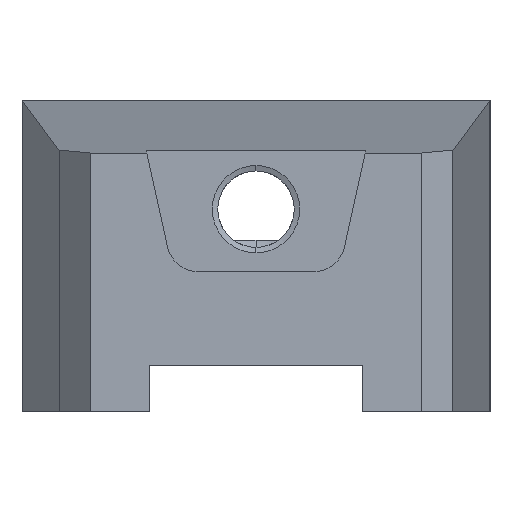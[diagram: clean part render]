
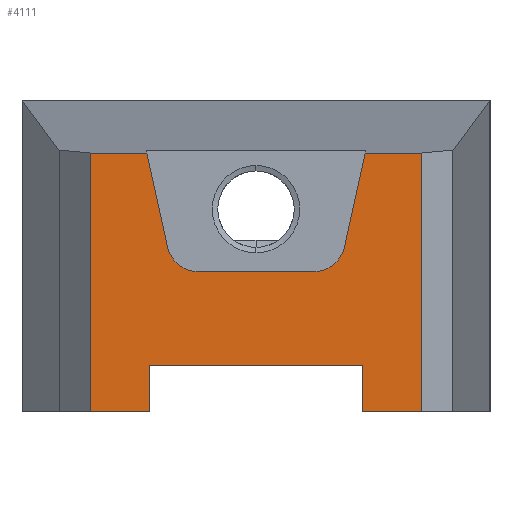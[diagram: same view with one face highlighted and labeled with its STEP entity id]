
A CAD part, left-side view. The second image highlights one B-rep face of the part: STEP entity #4111.
In plain terms, the highlighted planar face has unit normal (-1, 0, 0).
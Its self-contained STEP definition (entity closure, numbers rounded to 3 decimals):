
#1609=EDGE_CURVE('NONE',#4291,#2877,#4764,.T.);
#1645=EDGE_CURVE('NONE',#2181,#2877,#4802,.T.);
#1699=EDGE_CURVE('NONE',#3823,#1821,#4863,.T.);
#1817=EDGE_CURVE('Kante24',#4237,#2499,#4992,.T.);
#1821=VERTEX_POINT('NONE',#4996);
#1907=EDGE_CURVE('NONE',#3039,#3063,#5089,.T.);
#1957=EDGE_CURVE('NONE',#4549,#2241,#5148,.T.);
#2181=VERTEX_POINT('NONE',#5400);
#2241=VERTEX_POINT('NONE',#5466);
#2499=VERTEX_POINT('NONE',#5755);
#2583=VERTEX_POINT('NONE',#5851);
#2585=EDGE_CURVE('NONE',#2181,#2639,#5853,.T.);
#2639=VERTEX_POINT('NONE',#5910);
#2877=VERTEX_POINT('NONE',#6187);
#3039=VERTEX_POINT('NONE',#6373);
#3063=VERTEX_POINT('NONE',#6400);
#3423=EDGE_CURVE('NONE',#1821,#3039,#6823,.T.);
#3535=EDGE_CURVE('NONE',#2241,#4291,#6949,.T.);
#3733=EDGE_CURVE('NONE',#3063,#2583,#7176,.T.);
#3785=EDGE_CURVE('NONE',#2639,#4671,#7234,.T.);
#3811=EDGE_CURVE('NONE',#2499,#3823,#7261,.T.);
#3823=VERTEX_POINT('NONE',#7275);
#4111=ADVANCED_FACE('Fl�che46',(#7591),#7592,.T.);
#4191=EDGE_CURVE('NONE',#2583,#4549,#7679,.T.);
#4237=VERTEX_POINT('NONE',#7754);
#4291=VERTEX_POINT('NONE',#7818);
#4367=EDGE_CURVE('Kante14',#4671,#4237,#7900,.T.);
#4549=VERTEX_POINT('NONE',#8103);
#4671=VERTEX_POINT('NONE',#8244);
#4764=LINE('',#8346,#8347);
#4802=LINE('',#8401,#8402);
#4863=LINE('',#8480,#8481);
#4992=LINE('',#8661,#8662);
#4996=CARTESIAN_POINT('',(-330.0,53.112,-17.));
#5089=LINE('',#8836,#8837);
#5148=CIRCLE('',#8910,10.);
#5400=CARTESIAN_POINT('',(-330.0,-53.112,-100.));
#5466=CARTESIAN_POINT('',(-330.0,-28.313,-47.164));
#5755=CARTESIAN_POINT('',(-330.0,34.0,-100.));
#5851=CARTESIAN_POINT('',(-330.0,18.55,-55.0));
#5853=LINE('',#9834,#9835);
#5910=CARTESIAN_POINT('',(-330.0,-34.0,-100.));
#6187=CARTESIAN_POINT('',(-330.0,-53.112,-17.));
#6373=CARTESIAN_POINT('',(-330.0,35.0,-17.));
#6400=CARTESIAN_POINT('',(-330.0,28.313,-47.164));
#6823=LINE('',#11129,#11130);
#6949=LINE('',#11301,#11302);
#7176=CIRCLE('',#11633,10.);
#7234=LINE('',#11702,#11703);
#7261=LINE('',#11745,#11746);
#7275=CARTESIAN_POINT('',(-330.0,53.112,-100.));
#7591=FACE_OUTER_BOUND('',#12233,.T.);
#7592=PLANE('',#12234);
#7679=LINE('',#12352,#12353);
#7754=CARTESIAN_POINT('',(-330.0,34.0,-85.));
#7818=CARTESIAN_POINT('',(-330.0,-35.0,-17.));
#7900=LINE('',#12640,#12641);
#8103=CARTESIAN_POINT('',(-330.0,-18.55,-55.0));
#8244=CARTESIAN_POINT('',(-330.0,-34.0,-85.));
#8346=CARTESIAN_POINT('',(-330.0,75.0,-17.));
#8347=VECTOR('',#13199,1000.0);
#8401=CARTESIAN_POINT('',(-330.0,-53.112,-100.));
#8402=VECTOR('',#13236,1000.0);
#8480=CARTESIAN_POINT('',(-330.0,53.112,-100.));
#8481=VECTOR('',#13313,1000.0);
#8661=CARTESIAN_POINT('',(-330.0,34.0,-100.));
#8662=VECTOR('',#13456,1000.0);
#8836=CARTESIAN_POINT('',(-330.0,28.313,-47.164));
#8837=VECTOR('',#13560,1000.0);
#8910=AXIS2_PLACEMENT_3D('',#13635,#13636,#13637);
#9834=CARTESIAN_POINT('',(-330.0,-75.0,-100.));
#9835=VECTOR('',#14486,1000.0);
#11129=CARTESIAN_POINT('',(-330.0,75.0,-17.));
#11130=VECTOR('',#15755,1000.0);
#11301=CARTESIAN_POINT('',(-330.0,-36.33,-11.));
#11302=VECTOR('',#15925,1000.0);
#11633=AXIS2_PLACEMENT_3D('',#16199,#16200,#16201);
#11702=CARTESIAN_POINT('',(-330.0,-34.0,-100.));
#11703=VECTOR('',#16257,1000.0);
#11745=CARTESIAN_POINT('',(-330.0,-75.0,-100.));
#11746=VECTOR('',#16278,1000.0);
#12233=EDGE_LOOP('',(#16643,#16644,#16645,#16646,#16647,#16648,#16649,#16650,#16651,#16652,#16653,#16654,#16655,#16656));
#12234=AXIS2_PLACEMENT_3D('',#16657,#16658,#16659);
#12352=CARTESIAN_POINT('',(-330.0,-18.55,-55.0));
#12353=VECTOR('',#16754,1000.0);
#12640=CARTESIAN_POINT('',(-330.0,75.0,-85.));
#12641=VECTOR('',#17030,1000.0);
#13199=DIRECTION('',(0.0,-1.0,0.0));
#13236=DIRECTION('',(0.0,0.0,1.0));
#13313=DIRECTION('',(0.0,0.0,1.0));
#13456=DIRECTION('',(0.0,0.,-1.0));
#13560=DIRECTION('',(0.0,-0.216,-0.976));
#13635=CARTESIAN_POINT('',(-330.0,-18.55,-45.0));
#13636=DIRECTION('',(-1.0,0.0,0.0));
#13637=DIRECTION('',(0.0,0.0,1.0));
#14486=DIRECTION('',(0.0,1.0,0.0));
#15755=DIRECTION('',(0.0,-1.0,0.0));
#15925=DIRECTION('',(0.0,-0.216,0.976));
#16199=CARTESIAN_POINT('',(-330.0,18.55,-45.0));
#16200=DIRECTION('',(-1.0,0.0,0.0));
#16201=DIRECTION('',(0.0,0.0,1.0));
#16257=DIRECTION('',(0.0,0.,1.0));
#16278=DIRECTION('',(0.0,1.0,0.0));
#16643=ORIENTED_EDGE('',*,*,#3535,.F.);
#16644=ORIENTED_EDGE('',*,*,#1957,.F.);
#16645=ORIENTED_EDGE('',*,*,#4191,.F.);
#16646=ORIENTED_EDGE('',*,*,#3733,.F.);
#16647=ORIENTED_EDGE('',*,*,#1907,.F.);
#16648=ORIENTED_EDGE('',*,*,#3423,.F.);
#16649=ORIENTED_EDGE('',*,*,#1699,.F.);
#16650=ORIENTED_EDGE('',*,*,#3811,.F.);
#16651=ORIENTED_EDGE('',*,*,#1817,.F.);
#16652=ORIENTED_EDGE('',*,*,#4367,.F.);
#16653=ORIENTED_EDGE('',*,*,#3785,.F.);
#16654=ORIENTED_EDGE('',*,*,#2585,.F.);
#16655=ORIENTED_EDGE('',*,*,#1645,.T.);
#16656=ORIENTED_EDGE('',*,*,#1609,.F.);
#16657=CARTESIAN_POINT('',(-330.0,75.0,-100.));
#16658=DIRECTION('',(-1.0,0.0,0.0));
#16659=DIRECTION('',(0.0,-1.0,0.0));
#16754=DIRECTION('',(0.0,-1.0,0.0));
#17030=DIRECTION('',(0.0,1.0,0.0));
